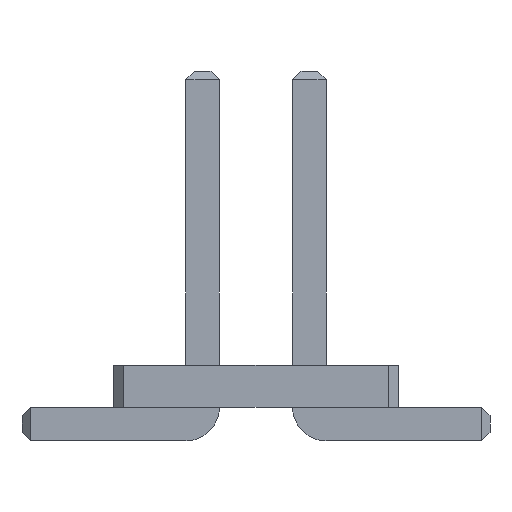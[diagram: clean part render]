
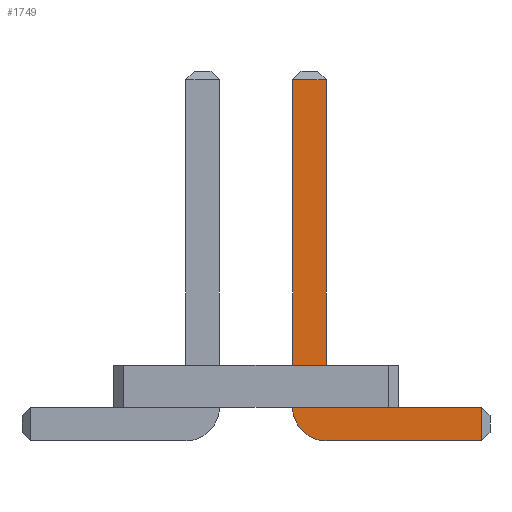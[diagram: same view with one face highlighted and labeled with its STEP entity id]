
A CAD part, front view. The second image highlights one B-rep face of the part: STEP entity #1749.
In plain terms, the highlighted planar face has unit normal (0, -1, 0).
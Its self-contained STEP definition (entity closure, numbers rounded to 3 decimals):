
#13=DIRECTION('',(0.,0.,1.));
#67=DIRECTION('',(1.,0.,0.));
#725=VECTOR('',#67,1.);
#736=DIRECTION('',(0.,1.,0.));
#778=DIRECTION('',(-1.,0.,0.));
#1433=VECTOR('',#778,1.);
#1560=DIRECTION('',(-0.,1.,0.));
#1561=DIRECTION('',(0.,0.,-1.));
#1568=VECTOR('',#1569,1.);
#1569=DIRECTION('',(0.,0.,1.));
#1580=VECTOR('',#1561,1.);
#1598=VERTEX_POINT('',#1599);
#1599=CARTESIAN_POINT('',(2.685,-7.185,0.));
#1602=ORIENTED_EDGE('',*,*,#1603,.T.);
#1603=EDGE_CURVE('',#1598,#1604,#1606,.T.);
#1604=VERTEX_POINT('',#1605);
#1605=CARTESIAN_POINT('',(0.835,-7.185,0.));
#1606=LINE('',#1607,#1433);
#1607=CARTESIAN_POINT('',(2.785,-7.185,0.));
#1644=VERTEX_POINT('',#1645);
#1645=CARTESIAN_POINT('',(0.435,-7.185,0.4));
#1648=EDGE_CURVE('',#1604,#1644,#1649,.T.);
#1649=CIRCLE('',#1650,0.4);
#1650=AXIS2_PLACEMENT_3D('',#1651,#1560,#1561);
#1651=CARTESIAN_POINT('',(0.835,-7.185,0.4));
#1660=VERTEX_POINT('',#1651);
#1662=ORIENTED_EDGE('',*,*,#1663,.T.);
#1663=EDGE_CURVE('',#1660,#1664,#1666,.T.);
#1664=VERTEX_POINT('',#1665);
#1665=CARTESIAN_POINT('',(2.685,-7.185,0.4));
#1666=LINE('',#1651,#725);
#1676=ORIENTED_EDGE('',*,*,#1677,.T.);
#1677=EDGE_CURVE('',#1644,#1678,#1680,.T.);
#1678=VERTEX_POINT('',#1679);
#1679=CARTESIAN_POINT('',(0.435,-7.185,4.3));
#1680=LINE('',#1681,#1568);
#1681=CARTESIAN_POINT('',(0.435,-7.185,0.));
#1694=VERTEX_POINT('',#1695);
#1695=CARTESIAN_POINT('',(0.835,-7.185,4.3));
#1697=ORIENTED_EDGE('',*,*,#1698,.T.);
#1698=EDGE_CURVE('',#1694,#1660,#1699,.T.);
#1699=LINE('',#1700,#1580);
#1700=CARTESIAN_POINT('',(0.835,-7.185,4.4));
#1749=ADVANCED_FACE('',(#1750),#1759,.F.);
#1750=FACE_BOUND('',#1751,.F.);
#1751=EDGE_LOOP('',(#1602,#1752,#1676,#1753,#1697,#1662,#1756));
#1752=ORIENTED_EDGE('',*,*,#1648,.T.);
#1753=ORIENTED_EDGE('',*,*,#1754,.T.);
#1754=EDGE_CURVE('',#1678,#1694,#1755,.T.);
#1755=LINE('',#1679,#725);
#1756=ORIENTED_EDGE('',*,*,#1757,.T.);
#1757=EDGE_CURVE('',#1664,#1598,#1758,.T.);
#1758=LINE('',#1665,#1580);
#1759=PLANE('',#1760);
#1760=AXIS2_PLACEMENT_3D('',#1761,#736,#13);
#1761=CARTESIAN_POINT('',(1.032,-7.185,1.622));
